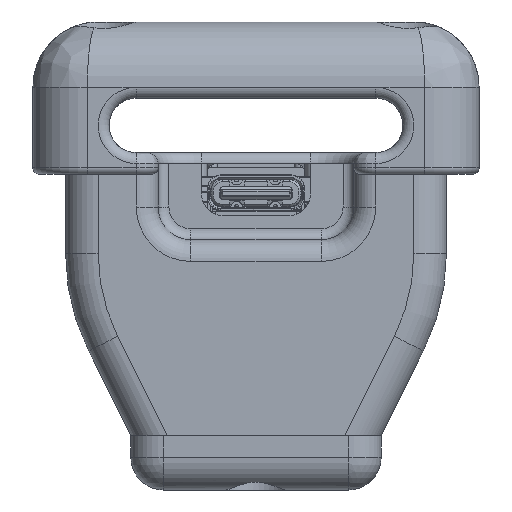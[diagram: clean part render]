
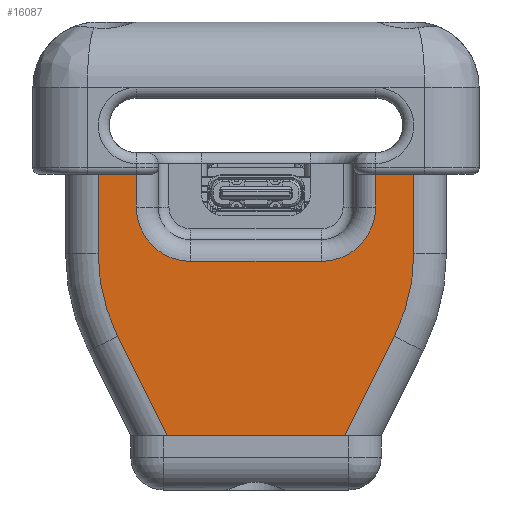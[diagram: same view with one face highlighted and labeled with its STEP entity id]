
A CAD part, front view. The second image highlights one B-rep face of the part: STEP entity #16087.
In plain terms, the highlighted planar face has unit normal (0, -1, 0).
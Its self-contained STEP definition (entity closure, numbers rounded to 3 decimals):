
#11332=PLANE('',#102096);
#16087=ADVANCED_FACE('',(#22082),#11332,.T.);
#22082=FACE_OUTER_BOUND('',#27294,.T.);
#27294=EDGE_LOOP('',(#70865,#70866,#70867,#70868,#70869,#70870,#70871,#70872,
#70873,#70874,#70875,#70876,#70877,#70878));
#37150=LINE('',#154819,#47006);
#37181=LINE('',#154936,#47037);
#37198=LINE('',#154977,#47054);
#37199=LINE('',#154981,#47055);
#37200=LINE('',#154985,#47056);
#37201=LINE('',#154986,#47057);
#37202=LINE('',#154990,#47058);
#37203=LINE('',#154992,#47059);
#37204=LINE('',#154994,#47060);
#37205=LINE('',#154998,#47061);
#47006=VECTOR('',#125075,1.);
#47037=VECTOR('',#125162,1.);
#47054=VECTOR('',#125195,1.);
#47055=VECTOR('',#125198,1.);
#47056=VECTOR('',#125201,1.);
#47057=VECTOR('',#125202,1.);
#47058=VECTOR('',#125205,1.);
#47059=VECTOR('',#125206,1.);
#47060=VECTOR('',#125207,1.);
#47061=VECTOR('',#125210,1.);
#70865=ORIENTED_EDGE('',*,*,#92599,.F.);
#70866=ORIENTED_EDGE('',*,*,#92621,.T.);
#70867=ORIENTED_EDGE('',*,*,#92622,.T.);
#70868=ORIENTED_EDGE('',*,*,#92623,.T.);
#70869=ORIENTED_EDGE('',*,*,#92624,.T.);
#70870=ORIENTED_EDGE('',*,*,#92625,.T.);
#70871=ORIENTED_EDGE('',*,*,#92541,.F.);
#70872=ORIENTED_EDGE('',*,*,#92626,.T.);
#70873=ORIENTED_EDGE('',*,*,#92627,.T.);
#70874=ORIENTED_EDGE('',*,*,#92628,.T.);
#70875=ORIENTED_EDGE('',*,*,#92629,.T.);
#70876=ORIENTED_EDGE('',*,*,#92630,.T.);
#70877=ORIENTED_EDGE('',*,*,#92631,.T.);
#70878=ORIENTED_EDGE('',*,*,#92632,.T.);
#80291=VERTEX_POINT('',#154818);
#80292=VERTEX_POINT('',#154820);
#80349=VERTEX_POINT('',#154935);
#80350=VERTEX_POINT('',#154937);
#80366=VERTEX_POINT('',#154978);
#80367=VERTEX_POINT('',#154980);
#80368=VERTEX_POINT('',#154982);
#80369=VERTEX_POINT('',#154984);
#80370=VERTEX_POINT('',#154987);
#80371=VERTEX_POINT('',#154989);
#80372=VERTEX_POINT('',#154991);
#80373=VERTEX_POINT('',#154993);
#80374=VERTEX_POINT('',#154995);
#80375=VERTEX_POINT('',#154997);
#92541=EDGE_CURVE('',#80291,#80292,#37150,.T.);
#92599=EDGE_CURVE('',#80349,#80350,#37181,.T.);
#92621=EDGE_CURVE('',#80349,#80366,#37198,.T.);
#92622=EDGE_CURVE('',#80366,#80367,#95289,.T.);
#92623=EDGE_CURVE('',#80367,#80368,#37199,.T.);
#92624=EDGE_CURVE('',#80368,#80369,#95290,.T.);
#92625=EDGE_CURVE('',#80369,#80292,#37200,.T.);
#92626=EDGE_CURVE('',#80291,#80370,#37201,.T.);
#92627=EDGE_CURVE('',#80370,#80371,#95291,.T.);
#92628=EDGE_CURVE('',#80371,#80372,#37202,.T.);
#92629=EDGE_CURVE('',#80372,#80373,#37203,.T.);
#92630=EDGE_CURVE('',#80373,#80374,#37204,.T.);
#92631=EDGE_CURVE('',#80374,#80375,#95292,.T.);
#92632=EDGE_CURVE('',#80375,#80350,#37205,.T.);
#95289=CIRCLE('',#102092,5.);
#95290=CIRCLE('',#102093,5.);
#95291=CIRCLE('',#102094,17.);
#95292=CIRCLE('',#102095,17.);
#102092=AXIS2_PLACEMENT_3D('',#154979,#125196,#125197);
#102093=AXIS2_PLACEMENT_3D('',#154983,#125199,#125200);
#102094=AXIS2_PLACEMENT_3D('',#154988,#125203,#125204);
#102095=AXIS2_PLACEMENT_3D('',#154996,#125208,#125209);
#102096=AXIS2_PLACEMENT_3D('',#154999,#125211,#125212);
#125075=DIRECTION('',(1.,0.,0.));
#125162=DIRECTION('',(1.,0.,0.));
#125195=DIRECTION('',(0.,0.,-1.));
#125196=DIRECTION('',(0.,1.,0.));
#125197=DIRECTION('',(1.,0.,0.));
#125198=DIRECTION('',(-1.,0.,0.));
#125199=DIRECTION('',(0.,1.,0.));
#125200=DIRECTION('',(1.,0.,0.));
#125201=DIRECTION('',(0.,0.,1.));
#125202=DIRECTION('',(0.,0.,-1.));
#125203=DIRECTION('',(0.,-1.,0.));
#125204=DIRECTION('',(1.,0.,0.));
#125205=DIRECTION('',(0.447,0.,-0.894));
#125206=DIRECTION('',(1.,0.,0.));
#125207=DIRECTION('',(0.447,0.,0.894));
#125208=DIRECTION('',(0.,-1.,0.));
#125209=DIRECTION('',(1.,0.,0.));
#125210=DIRECTION('',(0.,0.,1.));
#125211=DIRECTION('',(0.,-1.,0.));
#125212=DIRECTION('',(1.,0.,0.));
#154818=CARTESIAN_POINT('',(-14.5,-6.,6.));
#154819=CARTESIAN_POINT('',(-17.5,-6.,6.));
#154820=CARTESIAN_POINT('',(-11.,-6.,6.));
#154935=CARTESIAN_POINT('',(11.,-6.,6.));
#154936=CARTESIAN_POINT('',(-17.5,-6.,6.));
#154937=CARTESIAN_POINT('',(14.5,-6.,6.));
#154977=CARTESIAN_POINT('',(11.,-6.,-19.));
#154978=CARTESIAN_POINT('',(11.,-6.,2.));
#154979=CARTESIAN_POINT('',(6.,-6.,2.));
#154980=CARTESIAN_POINT('',(6.,-6.,-3.));
#154981=CARTESIAN_POINT('',(-17.5,-6.,-3.));
#154982=CARTESIAN_POINT('',(-6.,-6.,-3.));
#154983=CARTESIAN_POINT('',(-6.,-6.,2.));
#154984=CARTESIAN_POINT('',(-11.,-6.,2.));
#154985=CARTESIAN_POINT('',(-11.,-6.,-19.));
#154986=CARTESIAN_POINT('',(-14.5,-6.,-19.));
#154987=CARTESIAN_POINT('',(-14.5,-6.,-2.279));
#154988=CARTESIAN_POINT('',(2.5,-6.,-2.279));
#154989=CARTESIAN_POINT('',(-12.705,-6.,-9.881));
#154990=CARTESIAN_POINT('',(-10.017,-6.,-15.258));
#154991=CARTESIAN_POINT('',(-8.146,-6.,-19.));
#154992=CARTESIAN_POINT('',(-17.5,-6.,-19.));
#154993=CARTESIAN_POINT('',(8.146,-6.,-19.));
#154994=CARTESIAN_POINT('',(3.017,-6.,-29.258));
#154995=CARTESIAN_POINT('',(12.705,-6.,-9.881));
#154996=CARTESIAN_POINT('',(-2.5,-6.,-2.279));
#154997=CARTESIAN_POINT('',(14.5,-6.,-2.279));
#154998=CARTESIAN_POINT('',(14.5,-6.,-19.));
#154999=CARTESIAN_POINT('',(-17.5,-6.,-19.));
